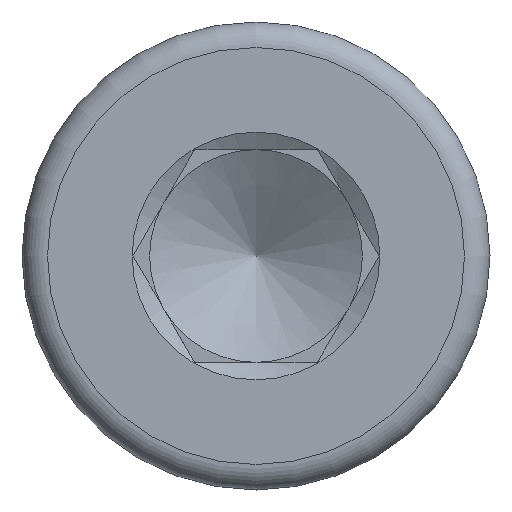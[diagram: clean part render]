
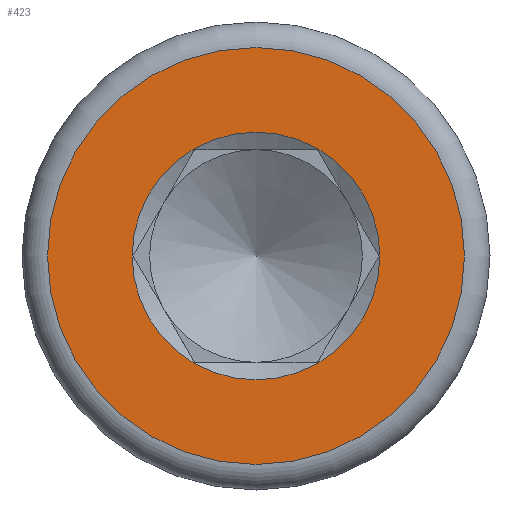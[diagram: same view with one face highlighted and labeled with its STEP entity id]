
A CAD part, left-side view. The second image highlights one B-rep face of the part: STEP entity #423.
In plain terms, the highlighted planar face has unit normal (-1, 0, 0).
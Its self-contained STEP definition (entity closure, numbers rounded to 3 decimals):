
#85=PLANE('',#458);
#98=CIRCLE('',#449,2.45);
#100=CIRCLE('',#455,1.455);
#101=CIRCLE('',#456,1.455);
#132=VERTEX_POINT('',#565);
#133=VERTEX_POINT('',#573);
#134=VERTEX_POINT('',#575);
#224=EDGE_CURVE('',#132,#132,#98,.T.);
#227=EDGE_CURVE('',#133,#134,#100,.T.);
#228=EDGE_CURVE('',#134,#133,#101,.T.);
#310=ORIENTED_EDGE('',*,*,#224,.F.);
#311=ORIENTED_EDGE('',*,*,#227,.F.);
#312=ORIENTED_EDGE('',*,*,#228,.F.);
#371=EDGE_LOOP('',(#310));
#372=EDGE_LOOP('',(#311,#312));
#397=FACE_BOUND('',#371,.T.);
#398=FACE_BOUND('',#372,.T.);
#423=ADVANCED_FACE('',(#397,#398),#85,.F.);
#449=AXIS2_PLACEMENT_3D('',#566,#661,#662);
#455=AXIS2_PLACEMENT_3D('',#574,#671,#672);
#456=AXIS2_PLACEMENT_3D('',#576,#673,#674);
#458=AXIS2_PLACEMENT_3D('',#584,#676,$);
#565=CARTESIAN_POINT('',(-3.,0.,-2.45));
#566=CARTESIAN_POINT('',(-3.,0.,0.));
#573=CARTESIAN_POINT('',(-3.,0.,1.455));
#574=CARTESIAN_POINT('',(-3.,0.,0.));
#575=CARTESIAN_POINT('',(-3.,0.,-1.455));
#576=CARTESIAN_POINT('',(-3.,0.,0.));
#584=CARTESIAN_POINT('',(-3.,0.,0.));
#661=DIRECTION('',(1.,0.,0.));
#662=DIRECTION('',(0.,0.,-2.45));
#671=DIRECTION('',(-1.,0.,0.));
#672=DIRECTION('',(0.,0.,-1.455));
#673=DIRECTION('',(-1.,0.,0.));
#674=DIRECTION('',(0.,0.,-1.455));
#676=DIRECTION('',(1.,0.,0.));
